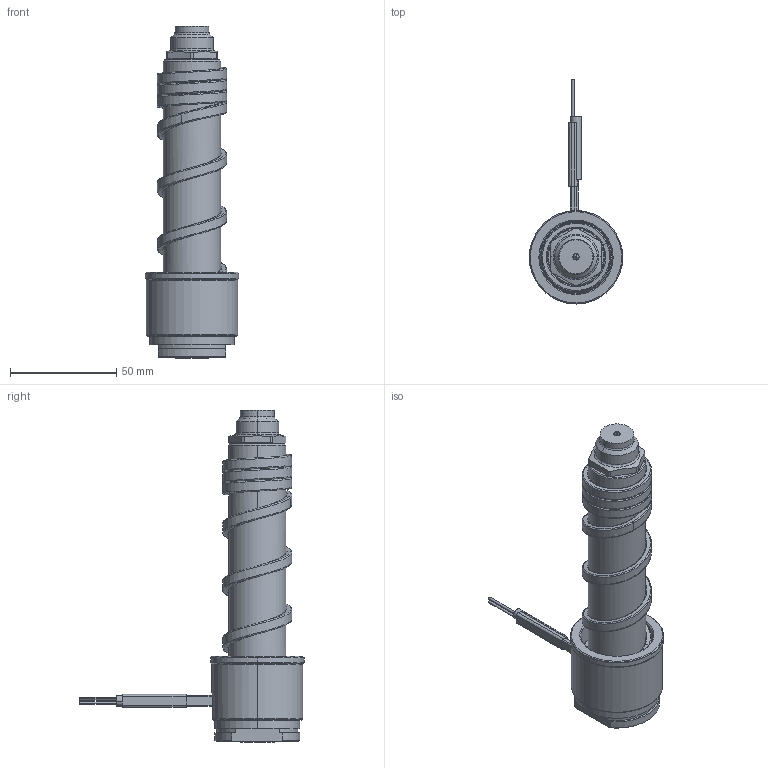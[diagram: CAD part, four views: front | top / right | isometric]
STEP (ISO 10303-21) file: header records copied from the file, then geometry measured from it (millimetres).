
FILE_DESCRIPTION((''),'2;1');
FILE_NAME('EL-156-BEU-N','2014-02-28T',('Íàòàëüÿ'),('IMID'),'PRO/ENGINEER BY PARAMETRIC TECHNOLOGY CORPORATION, 2010180','PRO/ENGINEER BY PARAMETRIC TECHNOLOGY CORPORATION, 2010180','');
FILE_SCHEMA(('CONFIG_CONTROL_DESIGN'));
Length unit declared in the file: millimetre
Products named in the file (1): EL-156-BEU-N
Bounding box: 44 x 105.5 x 156.3 mm (x, y, z)
Volume: 109553.6 mm3; surface area: 41117.1 mm2
Topology: 1 solids, 9 shells, 336 faces, 842 edges, 504 vertices
Faces by surface type: cylinder 107, bspline 64, cone 62, plane 54, torus 30, revolution 9, extrusion 8, sphere 2
Entity records: 18426 total; most frequent: CARTESIAN_POINT 10823, ORIENTED_EDGE 1644, DIRECTION 1455, EDGE_CURVE 834, AXIS2_PLACEMENT_3D 579, VERTEX_POINT 504, EDGE_LOOP 360, FACE_OUTER_BOUND 336
